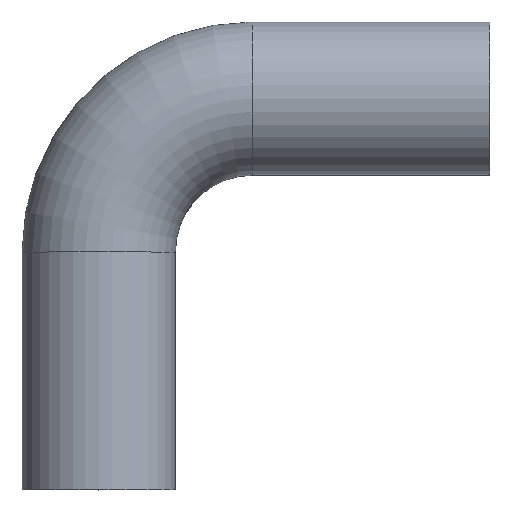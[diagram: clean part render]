
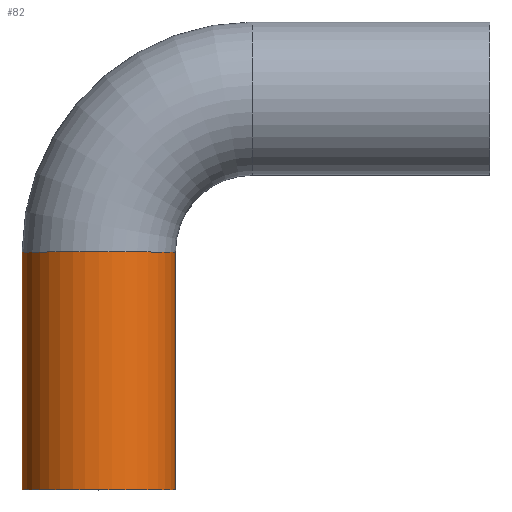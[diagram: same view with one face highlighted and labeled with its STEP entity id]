
A CAD part, top view. The second image highlights one B-rep face of the part: STEP entity #82.
In plain terms, the highlighted cylindrical face has radius 10 mm (diameter 20 mm), a partial arc.
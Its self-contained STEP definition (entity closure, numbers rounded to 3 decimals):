
#82 = ADVANCED_FACE( '', ( #104 ), #105, .T. );
#104 = FACE_OUTER_BOUND( '', #134, .T. );
#105 = CYLINDRICAL_SURFACE( '', #135, 10. );
#134 = EDGE_LOOP( '', ( #199, #200, #201, #202 ) );
#135 = AXIS2_PLACEMENT_3D( '', #203, #204, #205 );
#199 = ORIENTED_EDGE( '', *, *, #262, .T. );
#200 = ORIENTED_EDGE( '', *, *, #270, .F. );
#201 = ORIENTED_EDGE( '', *, *, #263, .T. );
#202 = ORIENTED_EDGE( '', *, *, #271, .F. );
#203 = CARTESIAN_POINT( '', ( 0., 15.5, 0. ) );
#204 = DIRECTION( '', ( 0., 1., 0. ) );
#205 = DIRECTION( '', ( -1., 0., 0. ) );
#262 = EDGE_CURVE( '', #277, #302, #303, .T. );
#263 = EDGE_CURVE( '', #304, #281, #305, .T. );
#270 = EDGE_CURVE( '', #304, #302, #314, .T. );
#271 = EDGE_CURVE( '', #277, #281, #315, .T. );
#277 = VERTEX_POINT( '', #321 );
#281 = VERTEX_POINT( '', #325 );
#302 = VERTEX_POINT( '', #350 );
#303 = LINE( '', #351, #352 );
#304 = VERTEX_POINT( '', #353 );
#305 = LINE( '', #354, #355 );
#314 = CIRCLE( '', #366, 10. );
#315 = CIRCLE( '', #367, 10. );
#321 = CARTESIAN_POINT( '', ( -10., 31., 0. ) );
#325 = CARTESIAN_POINT( '', ( 10., 31., 0. ) );
#350 = CARTESIAN_POINT( '', ( -10., 0., 0. ) );
#351 = CARTESIAN_POINT( '', ( -10., 15.5, 0. ) );
#352 = VECTOR( '', #406, 1. );
#353 = CARTESIAN_POINT( '', ( 10., 0., 0. ) );
#354 = CARTESIAN_POINT( '', ( 10., 15.5, 0. ) );
#355 = VECTOR( '', #407, 1. );
#366 = AXIS2_PLACEMENT_3D( '', #422, #423, #424 );
#367 = AXIS2_PLACEMENT_3D( '', #425, #426, #427 );
#406 = DIRECTION( '', ( 0., -1., 0. ) );
#407 = DIRECTION( '', ( 0., 1., 0. ) );
#422 = CARTESIAN_POINT( '', ( 0., 0., 0. ) );
#423 = DIRECTION( '', ( 0., -1., 0. ) );
#424 = DIRECTION( '', ( -1., 0., 0. ) );
#425 = CARTESIAN_POINT( '', ( 0., 31., 0. ) );
#426 = DIRECTION( '', ( 0., 1., 0. ) );
#427 = DIRECTION( '', ( 1., 0., 0. ) );
